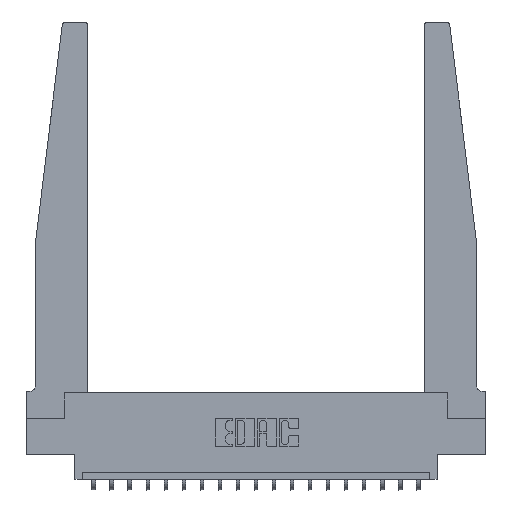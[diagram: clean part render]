
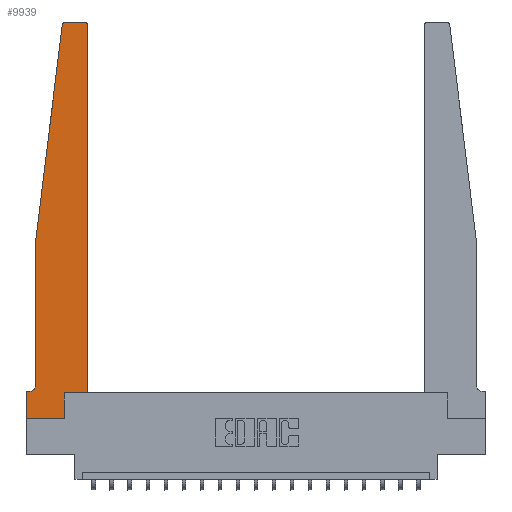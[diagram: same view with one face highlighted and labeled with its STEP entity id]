
A CAD part, top view. The second image highlights one B-rep face of the part: STEP entity #9939.
In plain terms, the highlighted planar face has unit normal (0, 0, 1).
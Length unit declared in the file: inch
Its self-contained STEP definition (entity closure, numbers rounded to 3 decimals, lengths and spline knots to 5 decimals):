
#134 = CARTESIAN_POINT ( 'NONE',  ( 0., 0., 0.37 ) ) ;
#175 = ORIENTED_EDGE ( 'NONE', *, *, #2119, .T. ) ;
#208 = DIRECTION ( 'NONE',  ( -1., 0., 0. ) ) ;
#258 = ORIENTED_EDGE ( 'NONE', *, *, #19045, .T. ) ;
#287 = CARTESIAN_POINT ( 'NONE',  ( 0., 0.1875, 0.37 ) ) ;
#338 = DIRECTION ( 'NONE',  ( 0., 1., 0. ) ) ;
#567 = CIRCLE ( 'NONE', #12432, 0.05 ) ;
#711 = CIRCLE ( 'NONE', #8585, 0.03 ) ;
#778 = ORIENTED_EDGE ( 'NONE', *, *, #12825, .T. ) ;
#906 = CARTESIAN_POINT ( 'NONE',  ( 0.2605, 0.18, 0.37 ) ) ;
#1071 = CARTESIAN_POINT ( 'NONE',  ( 0.065, 0.1875, 0.37 ) ) ;
#1113 = ORIENTED_EDGE ( 'NONE', *, *, #18074, .T. ) ;
#1185 = LINE ( 'NONE', #17199, #8875 ) ;
#1326 = CARTESIAN_POINT ( 'NONE',  ( 0.015, 0.2375, 0.37 ) ) ;
#1407 = CARTESIAN_POINT ( 'NONE',  ( 0., 0., 0.37 ) ) ;
#1491 = CARTESIAN_POINT ( 'NONE',  ( 0.24675, 2.72367, 0.37 ) ) ;
#1553 = ORIENTED_EDGE ( 'NONE', *, *, #11505, .T. ) ;
#1578 = DIRECTION ( 'NONE',  ( 0., 1., 0. ) ) ;
#1713 = ORIENTED_EDGE ( 'NONE', *, *, #14293, .T. ) ;
#1860 = DIRECTION ( 'NONE',  ( 1., 0., 0. ) ) ;
#1976 = CARTESIAN_POINT ( 'NONE',  ( 0.27653, 2.75, 0.37 ) ) ;
#2119 = EDGE_CURVE ( 'NONE', #8610, #6729, #567, .T. ) ;
#2496 = CARTESIAN_POINT ( 'NONE',  ( 0.015, 0.1875, 0.37 ) ) ;
#2731 = VERTEX_POINT ( 'NONE', #1491 ) ;
#2896 = DIRECTION ( 'NONE',  ( -1., 0., 0. ) ) ;
#3138 = VECTOR ( 'NONE', #208, 39.37008 ) ;
#3250 = ORIENTED_EDGE ( 'NONE', *, *, #19862, .T. ) ;
#3321 = VECTOR ( 'NONE', #14068, 39.37008 ) ;
#3331 = CARTESIAN_POINT ( 'NONE',  ( 0.065, 1.25, 0.37 ) ) ;
#3545 = LINE ( 'NONE', #16550, #11180 ) ;
#3766 = VERTEX_POINT ( 'NONE', #19094 ) ;
#3966 = CARTESIAN_POINT ( 'NONE',  ( 0.2605, 0., 0.37 ) ) ;
#4278 = CARTESIAN_POINT ( 'NONE',  ( 0.425, 0.18, 0.37 ) ) ;
#4281 = DIRECTION ( 'NONE',  ( 0., -1., 0. ) ) ;
#4313 = VECTOR ( 'NONE', #12216, 39.37008 ) ;
#4574 = EDGE_CURVE ( 'NONE', #3766, #16593, #8167, .T. ) ;
#4812 = VERTEX_POINT ( 'NONE', #134 ) ;
#4935 = VECTOR ( 'NONE', #1578, 39.37008 ) ;
#5192 = EDGE_CURVE ( 'NONE', #4812, #11967, #8378, .T. ) ;
#5791 = CARTESIAN_POINT ( 'NONE',  ( 0.395, 2.72, 0.37 ) ) ;
#5799 = DIRECTION ( 'NONE',  ( 1., 0., 0. ) ) ;
#5875 = CARTESIAN_POINT ( 'NONE',  ( 0.2605, 0.18, 0.37 ) ) ;
#6556 = VECTOR ( 'NONE', #8797, 39.37008 ) ;
#6729 = VERTEX_POINT ( 'NONE', #2496 ) ;
#7168 = DIRECTION ( 'NONE',  ( 0., 0., 1. ) ) ;
#7342 = DIRECTION ( 'NONE',  ( 1., 0., 0. ) ) ;
#7348 = CARTESIAN_POINT ( 'NONE',  ( 0.065, 0.2375, 0.37 ) ) ;
#7426 = EDGE_LOOP ( 'NONE', ( #17253, #7639, #1713, #258, #175, #1553, #1113, #13764, #3250, #17579, #778, #7514 ) ) ;
#7514 = ORIENTED_EDGE ( 'NONE', *, *, #4574, .T. ) ;
#7639 = ORIENTED_EDGE ( 'NONE', *, *, #12400, .T. ) ;
#7950 = PLANE ( 'NONE',  #18832 ) ;
#8167 = CIRCLE ( 'NONE', #15933, 0.03 ) ;
#8354 = VERTEX_POINT ( 'NONE', #14316 ) ;
#8378 = LINE ( 'NONE', #1407, #4313 ) ;
#8585 = AXIS2_PLACEMENT_3D ( 'NONE', #16348, #7168, #17863 ) ;
#8610 = VERTEX_POINT ( 'NONE', #7348 ) ;
#8711 = VERTEX_POINT ( 'NONE', #14074 ) ;
#8774 = VECTOR ( 'NONE', #8796, 39.37008 ) ;
#8796 = DIRECTION ( 'NONE',  ( -1., 0., 0. ) ) ;
#8797 = DIRECTION ( 'NONE',  ( 0., -1., 0. ) ) ;
#8875 = VECTOR ( 'NONE', #338, 39.37008 ) ;
#9575 = VERTEX_POINT ( 'NONE', #906 ) ;
#9939 = ADVANCED_FACE ( 'NONE', ( #10739 ), #7950, .T. ) ;
#10472 = VERTEX_POINT ( 'NONE', #1976 ) ;
#10739 = FACE_OUTER_BOUND ( 'NONE', #7426, .T. ) ;
#11022 = DIRECTION ( 'NONE',  ( 0., 0., 1. ) ) ;
#11180 = VECTOR ( 'NONE', #4281, 39.37008 ) ;
#11505 = EDGE_CURVE ( 'NONE', #6729, #8711, #17887, .T. ) ;
#11967 = VERTEX_POINT ( 'NONE', #3966 ) ;
#12063 = DIRECTION ( 'NONE',  ( 0., 0., -1. ) ) ;
#12216 = DIRECTION ( 'NONE',  ( 1., 0., 0. ) ) ;
#12400 = EDGE_CURVE ( 'NONE', #10472, #2731, #711, .T. ) ;
#12432 = AXIS2_PLACEMENT_3D ( 'NONE', #1326, #12063, #2896 ) ;
#12509 = CARTESIAN_POINT ( 'NONE',  ( 0.25, 2.75, 0.37 ) ) ;
#12763 = EDGE_CURVE ( 'NONE', #16593, #10472, #14421, .T. ) ;
#12825 = EDGE_CURVE ( 'NONE', #13591, #3766, #1185, .T. ) ;
#13591 = VERTEX_POINT ( 'NONE', #19102 ) ;
#13764 = ORIENTED_EDGE ( 'NONE', *, *, #5192, .T. ) ;
#14068 = DIRECTION ( 'NONE',  ( -0.122, -0.992, 0. ) ) ;
#14074 = CARTESIAN_POINT ( 'NONE',  ( 0., 0.1875, 0.37 ) ) ;
#14076 = LINE ( 'NONE', #5875, #4935 ) ;
#14293 = EDGE_CURVE ( 'NONE', #2731, #8354, #15060, .T. ) ;
#14316 = CARTESIAN_POINT ( 'NONE',  ( 0.065, 1.25, 0.37 ) ) ;
#14421 = LINE ( 'NONE', #12509, #3138 ) ;
#15060 = LINE ( 'NONE', #3331, #3321 ) ;
#15204 = VECTOR ( 'NONE', #5799, 39.37008 ) ;
#15690 = LINE ( 'NONE', #4278, #15204 ) ;
#15933 = AXIS2_PLACEMENT_3D ( 'NONE', #5791, #16537, #7342 ) ;
#16348 = CARTESIAN_POINT ( 'NONE',  ( 0.27653, 2.72, 0.37 ) ) ;
#16459 = CARTESIAN_POINT ( 'NONE',  ( 0., 0., 0.37 ) ) ;
#16537 = DIRECTION ( 'NONE',  ( 0., 0., 1. ) ) ;
#16550 = CARTESIAN_POINT ( 'NONE',  ( 0.065, 1.25, 0.37 ) ) ;
#16593 = VERTEX_POINT ( 'NONE', #19628 ) ;
#17199 = CARTESIAN_POINT ( 'NONE',  ( 0.425, 0.18, 0.37 ) ) ;
#17253 = ORIENTED_EDGE ( 'NONE', *, *, #12763, .T. ) ;
#17557 = EDGE_CURVE ( 'NONE', #9575, #13591, #15690, .T. ) ;
#17579 = ORIENTED_EDGE ( 'NONE', *, *, #17557, .T. ) ;
#17863 = DIRECTION ( 'NONE',  ( 1., 0., 0. ) ) ;
#17887 = LINE ( 'NONE', #1071, #8774 ) ;
#18074 = EDGE_CURVE ( 'NONE', #8711, #4812, #18759, .T. ) ;
#18759 = LINE ( 'NONE', #16459, #6556 ) ;
#18832 = AXIS2_PLACEMENT_3D ( 'NONE', #287, #11022, #1860 ) ;
#19045 = EDGE_CURVE ( 'NONE', #8354, #8610, #3545, .T. ) ;
#19094 = CARTESIAN_POINT ( 'NONE',  ( 0.425, 2.72, 0.37 ) ) ;
#19102 = CARTESIAN_POINT ( 'NONE',  ( 0.425, 0.18, 0.37 ) ) ;
#19628 = CARTESIAN_POINT ( 'NONE',  ( 0.395, 2.75, 0.37 ) ) ;
#19862 = EDGE_CURVE ( 'NONE', #11967, #9575, #14076, .T. ) ;
